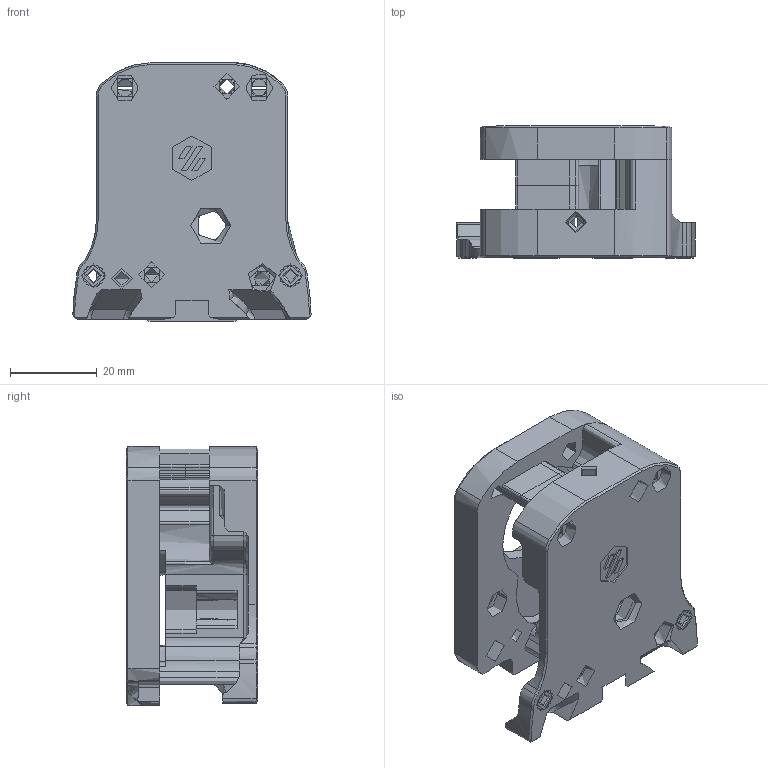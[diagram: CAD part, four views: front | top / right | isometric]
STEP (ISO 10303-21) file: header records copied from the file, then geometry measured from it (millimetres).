
FILE_DESCRIPTION(/* description */ (''),/* implementation_level */ '2;1');
FILE_NAME(/* name */ 'CW1-CW2Carraige-AB.step',/* time_stamp */ '2023-11-27T06:28:33-08:00',/* author */ (''),/* organization */ (''),/* preprocessor_version */ 'ST-DEVELOPER v20',/* originating_system */ 'Autodesk Translation Framework v12.14.0.127',/* authorisation */ '');
FILE_SCHEMA (('AUTOMOTIVE_DESIGN { 1 0 10303 214 3 1 1 }'));
Length unit declared in the file: millimetre
Products named in the file (5): (Unsaved); CW1_Motorplate; CW1_MainBody; Hardware; M3 Threaded Insert
Assembly tree (8 placements, depth 3):
  (Unsaved)
    CW1_Motorplate
      M3 Threaded Insert  x2
    CW1_MainBody
    Hardware
      M3 Threaded Insert  x3
Bounding box: 55.02 x 30.4 x 59.86 mm (x, y, z)
Volume: 39857.8 mm3; surface area: 19372 mm2
Topology: 7 solids, 7 shells, 1122 faces, 3119 edges, 2038 vertices
Faces by surface type: bspline 417, cylinder 324, plane 220, cone 126, torus 29, sphere 6
Full cylindrical faces by diameter (mm): 2.4 x2, 2.9 x5, 3.3 x1, 3.4 x5, 3.5 x1, 4.1 x5, 4.2 x1, 4.25 x10, 4.4 x1, 4.7 x4, 4.8 x3, 6 x4, 7.3 x1, 7.4 x1, 8.2 x2
Entity records: 31720 total; most frequent: CARTESIAN_POINT 16547, ORIENTED_EDGE 3302, DIRECTION 3006, EDGE_CURVE 1651, AXIS2_PLACEMENT_3D 1158, VERTEX_POINT 1062, LINE 690, VECTOR 690
